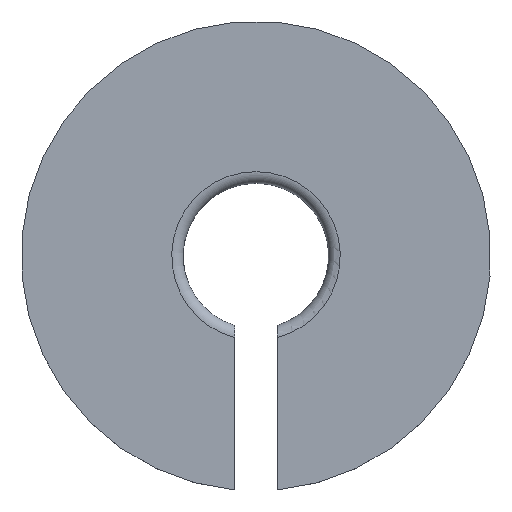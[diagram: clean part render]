
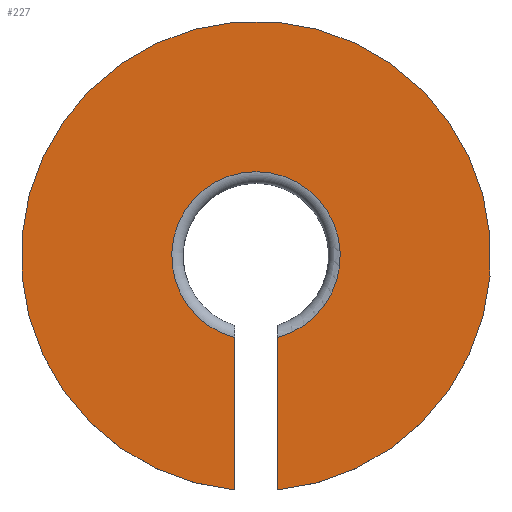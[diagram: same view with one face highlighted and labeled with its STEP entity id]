
A CAD part, top view. The second image highlights one B-rep face of the part: STEP entity #227.
In plain terms, the highlighted planar face has unit normal (0, 0, 1).
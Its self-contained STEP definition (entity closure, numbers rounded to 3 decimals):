
#24=LINE('',#401,#34);
#33=LINE('',#475,#43);
#34=VECTOR('',#289,10.);
#43=VECTOR('',#310,10.);
#46=PLANE('',#268);
#57=FACE_OUTER_BOUND('',#70,.T.);
#70=EDGE_LOOP('',(#198,#199,#200,#201));
#74=CIRCLE('',#252,3.589);
#82=CIRCLE('',#269,10.);
#94=VERTEX_POINT('',#338);
#95=VERTEX_POINT('',#351);
#99=VERTEX_POINT('',#400);
#114=VERTEX_POINT('',#473);
#116=EDGE_CURVE('',#94,#95,#74,.T.);
#122=EDGE_CURVE('',#99,#95,#24,.T.);
#142=EDGE_CURVE('',#94,#114,#33,.T.);
#145=EDGE_CURVE('',#114,#99,#82,.T.);
#198=ORIENTED_EDGE('',*,*,#116,.F.);
#199=ORIENTED_EDGE('',*,*,#142,.T.);
#200=ORIENTED_EDGE('',*,*,#145,.T.);
#201=ORIENTED_EDGE('',*,*,#122,.T.);
#227=ADVANCED_FACE('',(#57),#46,.T.);
#252=AXIS2_PLACEMENT_3D('',#352,#279,#280);
#268=AXIS2_PLACEMENT_3D('',#481,#321,#322);
#269=AXIS2_PLACEMENT_3D('',#482,#323,#324);
#279=DIRECTION('center_axis',(0.,0.,1.));
#280=DIRECTION('ref_axis',(0.,1.,0.));
#289=DIRECTION('',(0.,1.,0.));
#310=DIRECTION('',(0.,-1.,0.));
#321=DIRECTION('center_axis',(0.,0.,1.));
#322=DIRECTION('ref_axis',(1.,0.,0.));
#323=DIRECTION('center_axis',(0.,0.,1.));
#324=DIRECTION('ref_axis',(1.,0.,0.));
#338=CARTESIAN_POINT('',(0.9,-3.474,3.8));
#351=CARTESIAN_POINT('',(-0.9,-3.474,3.8));
#352=CARTESIAN_POINT('Origin',(0.,0.,
3.8));
#400=CARTESIAN_POINT('',(-0.9,-9.959,3.8));
#401=CARTESIAN_POINT('',(-0.9,-11.346,3.8));
#473=CARTESIAN_POINT('',(0.9,-9.959,3.8));
#475=CARTESIAN_POINT('',(0.9,-2.062,3.8));
#481=CARTESIAN_POINT('Origin',(0.,0.02,3.8));
#482=CARTESIAN_POINT('Origin',(0.,0.,3.8));
